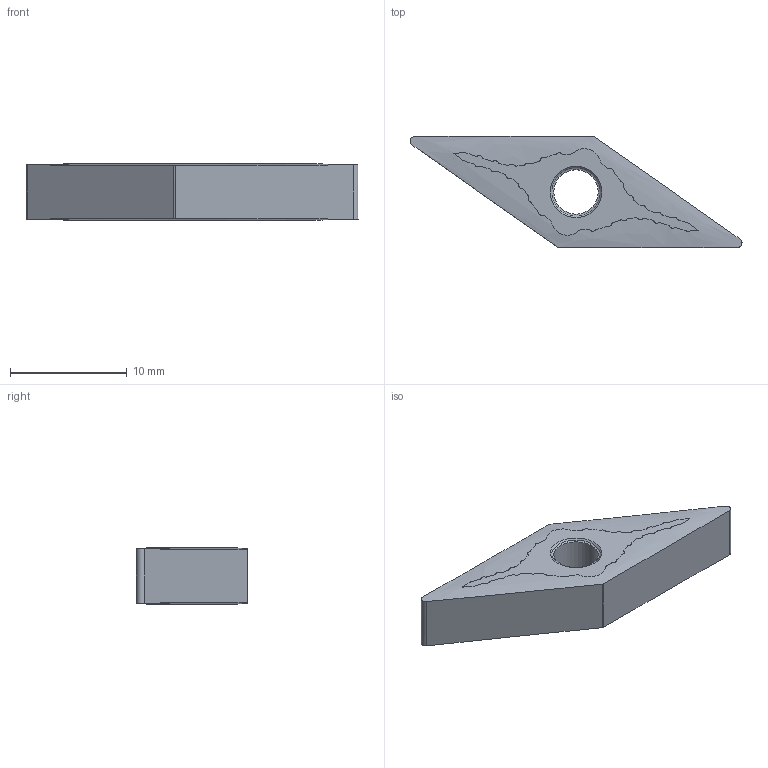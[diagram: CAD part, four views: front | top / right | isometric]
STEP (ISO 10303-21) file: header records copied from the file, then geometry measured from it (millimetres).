
FILE_DESCRIPTION(/* description */ (''),/* implementation_level */ '2;1');
FILE_NAME(/* name */ 'VNMG160404E-SM_115007999ndi000_00-SIM.stp',/* time_stamp */ '2022-01-17T09:37:22+01:00',/* author */ (''),/* organization */ (''),/* preprocessor_version */ 'ST-DEVELOPER v16.7',/* originating_system */ 'SIEMENS PLM Software NX 12.0',/* authorisation */ '');
FILE_SCHEMA (('AUTOMOTIVE_DESIGN { 1 0 10303 214 3 1 1 1 }'));
Length unit declared in the file: millimetre
Products named in the file (1): hm1520B8D497u9ib
Bounding box: 28.47 x 9.53 x 4.86 mm (x, y, z)
Volume: 698.7 mm3; surface area: 639.1 mm2
Topology: 1 solids, 1 shells, 17 faces, 287 edges, 274 vertices
Faces by surface type: plane 6, cylinder 5, cone 2, torus 2, bspline 2
Full cylindrical faces by diameter (mm): 3.81 x1
Entity records: 4589 total; most frequent: CARTESIAN_POINT 2968, ORIENTED_EDGE 564, EDGE_CURVE 282, VERTEX_POINT 274, B_SPLINE_CURVE_WITH_KNOTS 268, DIRECTION 52, EDGE_LOOP 26, AXIS2_PLACEMENT_3D 22
